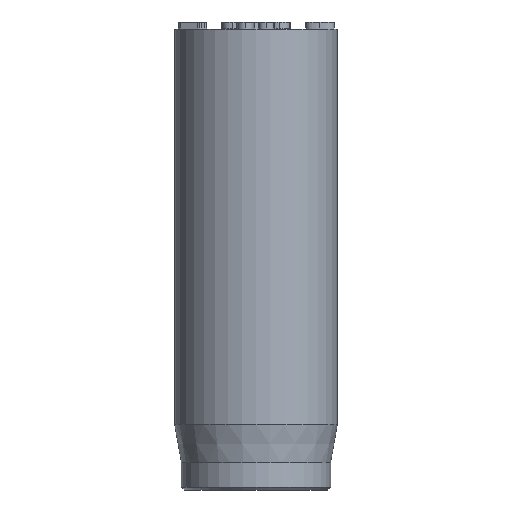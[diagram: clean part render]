
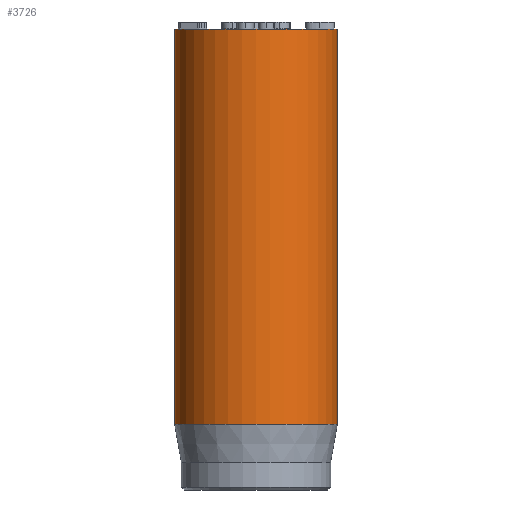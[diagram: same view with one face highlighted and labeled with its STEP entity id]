
A CAD part, front view. The second image highlights one B-rep face of the part: STEP entity #3726.
In plain terms, the highlighted cylindrical face has radius 3 mm (diameter 6 mm), a full revolution.
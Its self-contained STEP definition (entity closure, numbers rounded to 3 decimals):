
#36=CYLINDRICAL_SURFACE('',#3924,3.);
#50=CIRCLE('',#3892,3.);
#66=CIRCLE('',#3922,3.);
#67=CIRCLE('',#3923,3.);
#301=FACE_OUTER_BOUND('',#527,.T.);
#527=EDGE_LOOP('',(#3079,#3080,#3081,#3082,#3083));
#769=LINE('',#6570,#1023);
#1023=VECTOR('',#4268,3.);
#1623=VERTEX_POINT('',#6510);
#1639=VERTEX_POINT('',#6564);
#1640=VERTEX_POINT('',#6565);
#2116=EDGE_CURVE('',#1623,#1623,#50,.T.);
#2140=EDGE_CURVE('',#1639,#1640,#66,.T.);
#2141=EDGE_CURVE('',#1640,#1639,#67,.T.);
#2143=EDGE_CURVE('',#1623,#1639,#769,.T.);
#3079=ORIENTED_EDGE('',*,*,#2116,.T.);
#3080=ORIENTED_EDGE('',*,*,#2143,.T.);
#3081=ORIENTED_EDGE('',*,*,#2140,.T.);
#3082=ORIENTED_EDGE('',*,*,#2141,.T.);
#3083=ORIENTED_EDGE('',*,*,#2143,.F.);
#3726=ADVANCED_FACE('',(#301),#36,.T.);
#3892=AXIS2_PLACEMENT_3D('',#6511,#4193,#4194);
#3922=AXIS2_PLACEMENT_3D('',#6566,#4261,#4262);
#3923=AXIS2_PLACEMENT_3D('',#6567,#4263,#4264);
#3924=AXIS2_PLACEMENT_3D('',#6569,#4266,#4267);
#4193=DIRECTION('center_axis',(0.,0.,-1.));
#4194=DIRECTION('ref_axis',(-1.,0.,0.));
#4261=DIRECTION('center_axis',(0.,0.,1.));
#4262=DIRECTION('ref_axis',(-1.,0.,0.));
#4263=DIRECTION('center_axis',(0.,0.,1.));
#4264=DIRECTION('ref_axis',(-1.,0.,0.));
#4266=DIRECTION('center_axis',(0.,0.,1.));
#4267=DIRECTION('ref_axis',(-1.,0.,0.));
#4268=DIRECTION('',(0.,0.,-1.));
#6510=CARTESIAN_POINT('',(3.,0.,17.));
#6511=CARTESIAN_POINT('Origin',(0.,0.,17.));
#6564=CARTESIAN_POINT('',(3.,0.,2.418));
#6565=CARTESIAN_POINT('',(-3.,0.,2.418));
#6566=CARTESIAN_POINT('Origin',(0.,0.,2.418));
#6567=CARTESIAN_POINT('Origin',(0.,0.,2.418));
#6569=CARTESIAN_POINT('Origin',(0.,0.,0.));
#6570=CARTESIAN_POINT('',(3.,0.,0.));
